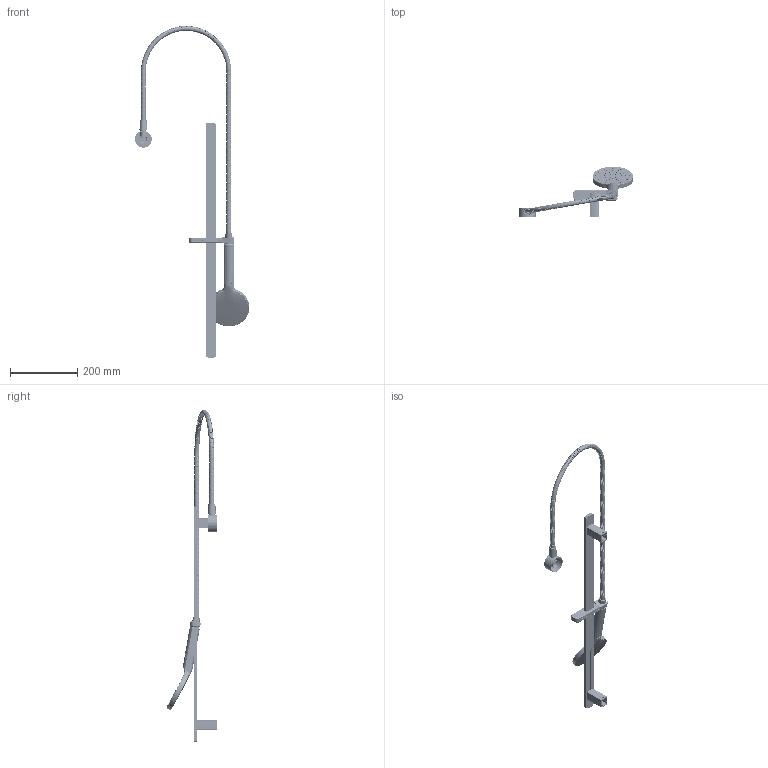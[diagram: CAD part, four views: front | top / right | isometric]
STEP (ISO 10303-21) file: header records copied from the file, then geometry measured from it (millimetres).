
FILE_DESCRIPTION((''),'2;1');
FILE_NAME('R31145_ASM','2022-04-08T10:50:07',('Administrator'),(''),'CREO PARAMETRIC BY PTC INC, 2017380','CREO PARAMETRIC BY PTC INC, 2017380','');
FILE_SCHEMA(('CONFIG_CONTROL_DESIGN'));
Products named in the file (29): R31145-001; 131457_; 230488; 660203; 131635; 660259; 820183-M4X14; 660227; 660156; 111193; 131538; D43077-10D_ASM; 20062__; 10306__; S101_ASM; ZHUIJIETOU10DS; ZHUIJIETOU15D-S; GUANTI-H400XK300SUS; H12013-01_13_; H12013-02_13_; H12013-03_17_; H12013-04_13_; H12013-06_4_; H12013-07_4_; QIANANNIU_ASM_5_ASM__ASM; H12013_ASM_9_ASM__ASM; ASM0001__ASM; HS036_ASM; R31145_ASM
Assembly tree (29 placements, depth 6):
  R31145_ASM
    R31145-001
    131457_  x2
    D43077-10D_ASM
      230488
      660203
      131635
      660259
      820183-M4X14
      660227
      660156
      111193
      131538
    S101_ASM
      20062__
      10306__
    ZHUIJIETOU10DS
    ZHUIJIETOU15D-S
    GUANTI-H400XK300SUS
    HS036_ASM
      ASM0001__ASM
        H12013_ASM_9_ASM__ASM
          H12013-01_13_
          H12013-02_13_
          H12013-03_17_
          H12013-04_13_
          H12013-06_4_
          QIANANNIU_ASM_5_ASM__ASM
            H12013-07_4_
Bounding box: 339.15 x 150.32 x 986.66 mm (x, y, z)
Volume: 560962.1 mm3; surface area: 370174.7 mm2
Topology: 23 solids, 30 shells, 4176 faces, 11577 edges, 7531 vertices
Faces by surface type: bspline 1367, cylinder 989, plane 935, cone 503, torus 218, extrusion 102, sphere 62
Entity records: 307236 total; most frequent: CARTESIAN_POINT 214464, ORIENTED_EDGE 22680, DIRECTION 13697, EDGE_CURVE 11356, VERTEX_POINT 7425, B_SPLINE_CURVE_WITH_KNOTS 5639, AXIS2_PLACEMENT_3D 5042, EDGE_LOOP 4579
